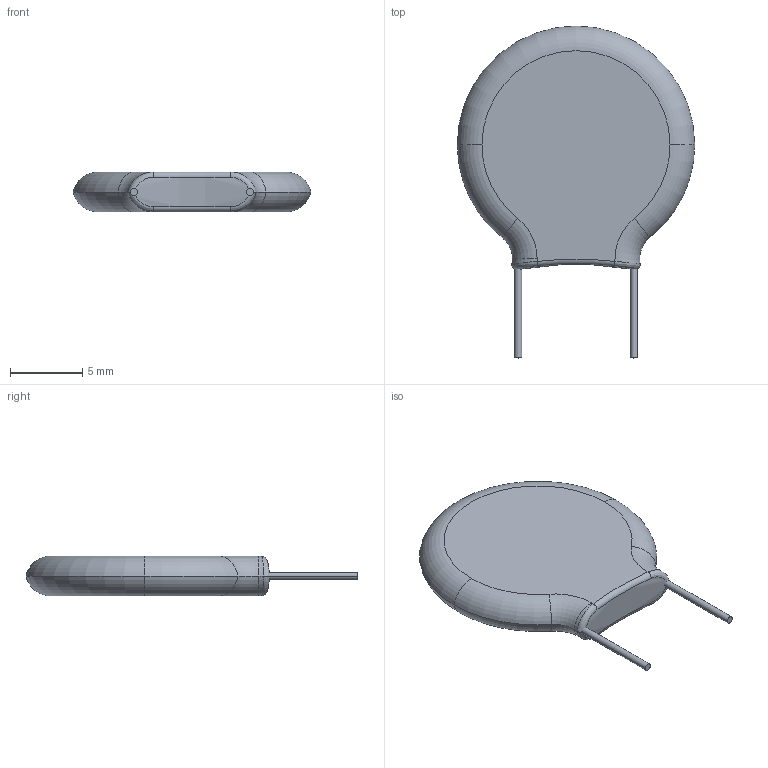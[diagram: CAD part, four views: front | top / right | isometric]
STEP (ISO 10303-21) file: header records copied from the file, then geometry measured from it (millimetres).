
FILE_DESCRIPTION (( 'STEP AP214' ), '1' );
FILE_NAME ('Hitano 10nF 2kV (D16.6mm).STEP', '2024-09-03T11:45:53', ( '' ), ( '' ), 'SwSTEP 2.0', 'SolidWorks 2021', '' );
FILE_SCHEMA (( 'AUTOMOTIVE_DESIGN' ));
Length unit declared in the file: millimetre
Products named in the file (1): Hitano 10nF 2kV (D16.6mm)
Bounding box: 16.42 x 22.95 x 2.75 mm (x, y, z)
Volume: 546.8 mm3; surface area: 534.3 mm2
Topology: 3 solids, 3 shells, 210 faces, 573 edges, 377 vertices
Faces by surface type: plane 116, bspline 71, torus 18, cylinder 5
Entity records: 10455 total; most frequent: CARTESIAN_POINT 3886, ORIENTED_EDGE 1146, DIRECTION 587, EDGE_CURVE 573, VERTEX_POINT 377, B_SPLINE_CURVE_WITH_KNOTS 318, EDGE_LOOP 218, ADVANCED_FACE 210
